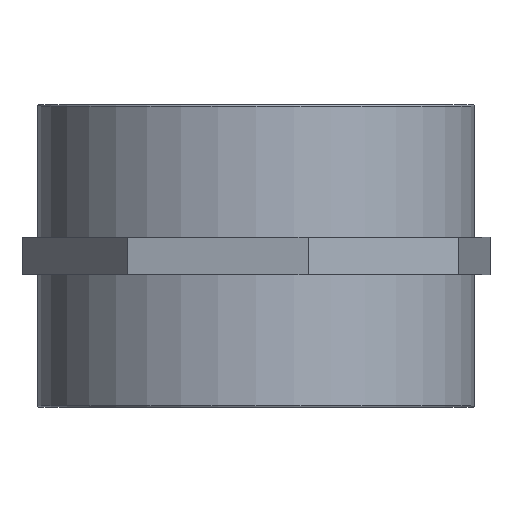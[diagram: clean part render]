
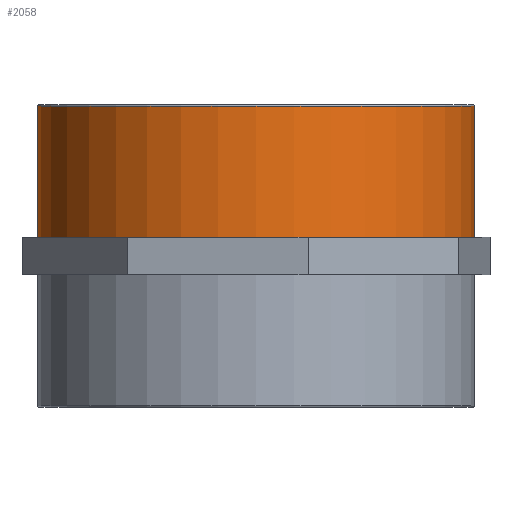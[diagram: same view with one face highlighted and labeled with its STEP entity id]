
A CAD part, front view. The second image highlights one B-rep face of the part: STEP entity #2058.
In plain terms, the highlighted cylindrical face has radius 64.5 mm (diameter 129 mm), a full revolution.
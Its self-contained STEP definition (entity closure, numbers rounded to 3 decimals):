
#356=CYLINDRICAL_SURFACE('',#2116,64.5);
#369=FACE_BOUND('',#469,.T.);
#386=CIRCLE('',#2115,64.5);
#387=CIRCLE('',#2117,64.5);
#420=FACE_OUTER_BOUND('',#468,.T.);
#468=EDGE_LOOP('',(#1336));
#469=EDGE_LOOP('',(#1337));
#585=VERTEX_POINT('',#2381);
#586=VERTEX_POINT('',#2384);
#940=EDGE_CURVE('',#585,#585,#386,.T.);
#941=EDGE_CURVE('',#586,#586,#387,.T.);
#1336=ORIENTED_EDGE('',*,*,#941,.F.);
#1337=ORIENTED_EDGE('',*,*,#940,.T.);
#2058=ADVANCED_FACE('',(#420,#369),#356,.T.);
#2115=AXIS2_PLACEMENT_3D('',#2382,#2218,#2219);
#2116=AXIS2_PLACEMENT_3D('',#2383,#2220,#2221);
#2117=AXIS2_PLACEMENT_3D('',#2385,#2222,#2223);
#2218=DIRECTION('center_axis',(0.,0.,1.));
#2219=DIRECTION('ref_axis',(-1.,0.,0.));
#2220=DIRECTION('center_axis',(0.,0.,1.));
#2221=DIRECTION('ref_axis',(-1.,0.,0.));
#2222=DIRECTION('center_axis',(0.,0.,1.));
#2223=DIRECTION('ref_axis',(-1.,0.,0.));
#2381=CARTESIAN_POINT('',(64.5,0.,5.5));
#2382=CARTESIAN_POINT('Origin',(0.,0.,5.5));
#2383=CARTESIAN_POINT('Origin',(0.,0.,0.));
#2384=CARTESIAN_POINT('',(64.5,0.,44.3));
#2385=CARTESIAN_POINT('Origin',(0.,0.,44.3));
